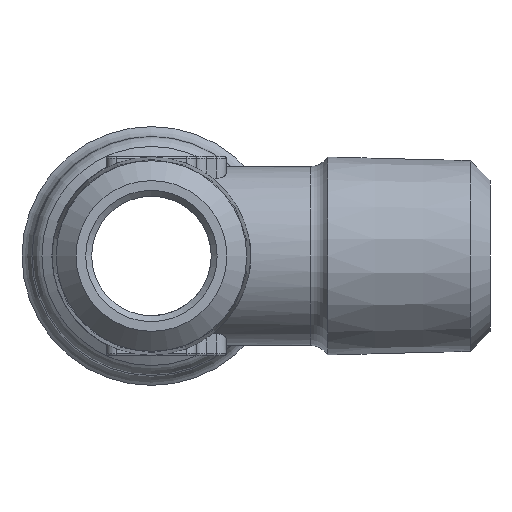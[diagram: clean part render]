
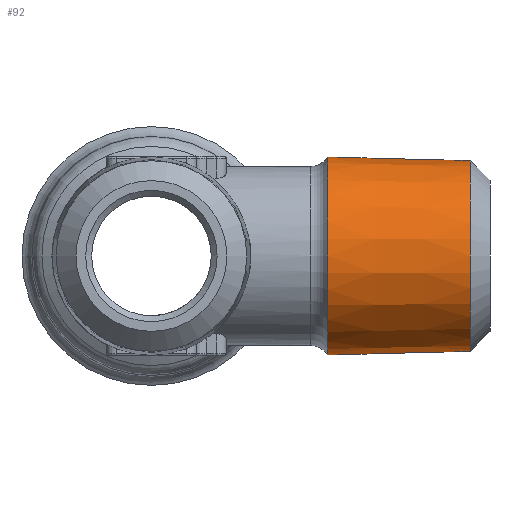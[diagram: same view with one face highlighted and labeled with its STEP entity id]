
A CAD part, left-side view. The second image highlights one B-rep face of the part: STEP entity #92.
In plain terms, the highlighted conical face has half-angle 1.47 degrees and reference radius 4.979 mm.
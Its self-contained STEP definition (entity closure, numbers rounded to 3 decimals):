
#92 = ADVANCED_FACE( 'NONE', ( #215, #216 ), #217, .T. );
#215 = FACE_OUTER_BOUND( '', #488, .T. );
#216 = FACE_BOUND( '', #489, .T. );
#217 = CONICAL_SURFACE( '', #490, 4.979, 0.026 );
#488 = EDGE_LOOP( '', ( #855 ) );
#489 = EDGE_LOOP( '', ( #856 ) );
#490 = AXIS2_PLACEMENT_3D( '', #857, #858, #859 );
#855 = ORIENTED_EDGE( '', *, *, #1462, .F. );
#856 = ORIENTED_EDGE( '', *, *, #1463, .F. );
#857 = CARTESIAN_POINT( '', ( 0., -8.5, 0. ) );
#858 = DIRECTION( '', ( 0., 1., 0. ) );
#859 = DIRECTION( '', ( 0., 0., 1. ) );
#1462 = EDGE_CURVE( 'NONE', #1732, #1732, #1733, .T. );
#1463 = EDGE_CURVE( 'NONE', #1734, #1734, #1735, .T. );
#1732 = VERTEX_POINT( '', #2383 );
#1733 = CIRCLE( '', #2384, 4.971 );
#1734 = VERTEX_POINT( '', #2385 );
#1735 = CIRCLE( '', #2386, 4.787 );
#2383 = CARTESIAN_POINT( '', ( 0., -8.848, 4.971 ) );
#2384 = AXIS2_PLACEMENT_3D( '', #2741, #2742, #2743 );
#2385 = CARTESIAN_POINT( '', ( 0., -16., -4.787 ) );
#2386 = AXIS2_PLACEMENT_3D( '', #2744, #2745, #2746 );
#2741 = CARTESIAN_POINT( '', ( 0., -8.848, 0. ) );
#2742 = DIRECTION( '', ( 0., 1., 0. ) );
#2743 = DIRECTION( '', ( 0., 0., 1. ) );
#2744 = CARTESIAN_POINT( '', ( 0., -16., 0. ) );
#2745 = DIRECTION( '', ( 0., -1., 0. ) );
#2746 = DIRECTION( '', ( 0., 0., -1. ) );
